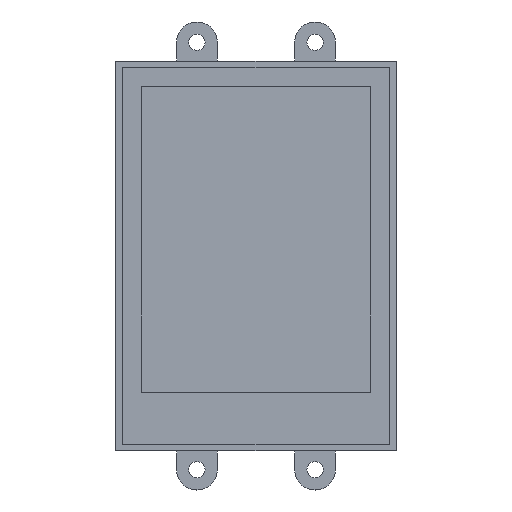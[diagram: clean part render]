
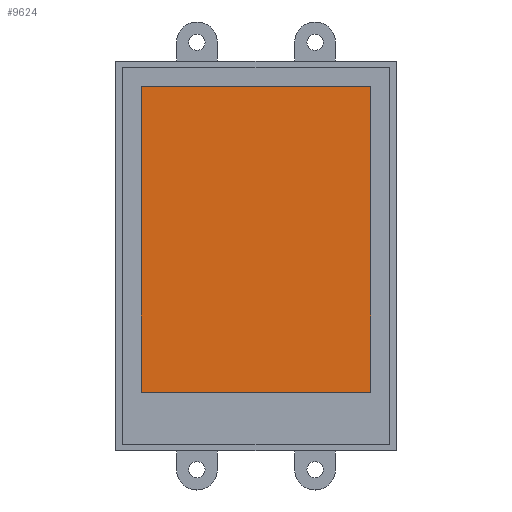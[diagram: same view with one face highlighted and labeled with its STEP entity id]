
A CAD part, top view. The second image highlights one B-rep face of the part: STEP entity #9624.
In plain terms, the highlighted planar face has unit normal (0, 0, 1).
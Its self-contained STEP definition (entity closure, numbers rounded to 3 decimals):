
#69 = CARTESIAN_POINT ( 'NONE',  ( 18.37, -21.81, 12.68 ) ) ;
#675 = CARTESIAN_POINT ( 'NONE',  ( -18.35, -21.81, 12.68 ) ) ;
#974 = DIRECTION ( 'NONE',  ( 0., 1., 0. ) ) ;
#1332 = VECTOR ( 'NONE', #4374, 1000. ) ;
#1553 = EDGE_CURVE ( 'NONE', #10747, #7625, #10751, .T. ) ;
#1636 = DIRECTION ( 'NONE',  ( 0., -1., 0. ) ) ;
#2920 = DIRECTION ( 'NONE',  ( -1., 0., 0. ) ) ;
#2941 = DIRECTION ( 'NONE',  ( 0., 0., -1. ) ) ;
#3499 = FACE_OUTER_BOUND ( 'NONE', #10756, .T. ) ;
#3680 = EDGE_CURVE ( 'NONE', #10086, #8123, #5998, .T. ) ;
#4333 = CARTESIAN_POINT ( 'NONE',  ( -18.35, -21.81, 12.68 ) ) ;
#4374 = DIRECTION ( 'NONE',  ( 1., 0., 0. ) ) ;
#4908 = ORIENTED_EDGE ( 'NONE', *, *, #10817, .T. ) ;
#4977 = LINE ( 'NONE', #4333, #1332 ) ;
#5481 = CARTESIAN_POINT ( 'NONE',  ( -18.35, 27.15, 12.68 ) ) ;
#5998 = LINE ( 'NONE', #5481, #6161 ) ;
#6161 = VECTOR ( 'NONE', #1636, 1000. ) ;
#6525 = EDGE_CURVE ( 'NONE', #8123, #10747, #4977, .T. ) ;
#6640 = CARTESIAN_POINT ( 'NONE',  ( 18.37, 27.15, 12.68 ) ) ;
#6916 = CARTESIAN_POINT ( 'NONE',  ( 18.37, -21.81, 12.68 ) ) ;
#7333 = ORIENTED_EDGE ( 'NONE', *, *, #1553, .T. ) ;
#7460 = LINE ( 'NONE', #7806, #7614 ) ;
#7614 = VECTOR ( 'NONE', #2920, 1000. ) ;
#7625 = VERTEX_POINT ( 'NONE', #6640 ) ;
#7753 = CARTESIAN_POINT ( 'NONE',  ( 18.37, -21.81, 12.68 ) ) ;
#7806 = CARTESIAN_POINT ( 'NONE',  ( 18.37, 27.15, 12.68 ) ) ;
#8123 = VERTEX_POINT ( 'NONE', #675 ) ;
#9624 = ADVANCED_FACE ( 'NONE', ( #3499 ), #10570, .F. ) ;
#9662 = ORIENTED_EDGE ( 'NONE', *, *, #3680, .T. ) ;
#10086 = VERTEX_POINT ( 'NONE', #11368 ) ;
#10088 = AXIS2_PLACEMENT_3D ( 'NONE', #7753, #2941, #10614 ) ;
#10570 = PLANE ( 'NONE',  #10088 ) ;
#10603 = VECTOR ( 'NONE', #974, 1000. ) ;
#10614 = DIRECTION ( 'NONE',  ( -1., 0., 0. ) ) ;
#10747 = VERTEX_POINT ( 'NONE', #69 ) ;
#10751 = LINE ( 'NONE', #6916, #10603 ) ;
#10756 = EDGE_LOOP ( 'NONE', ( #7333, #4908, #9662, #10803 ) ) ;
#10803 = ORIENTED_EDGE ( 'NONE', *, *, #6525, .T. ) ;
#10817 = EDGE_CURVE ( 'NONE', #7625, #10086, #7460, .T. ) ;
#11368 = CARTESIAN_POINT ( 'NONE',  ( -18.35, 27.15, 12.68 ) ) ;
